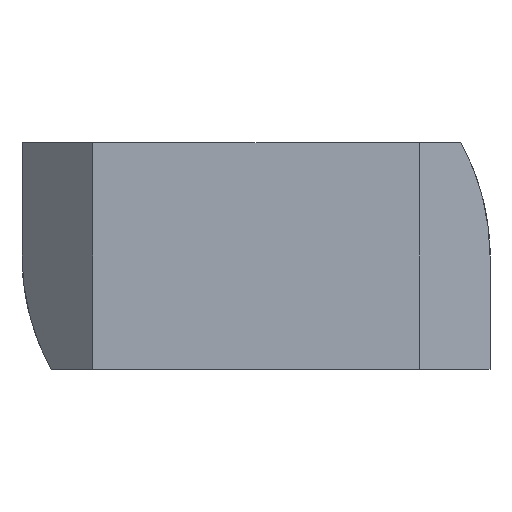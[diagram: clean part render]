
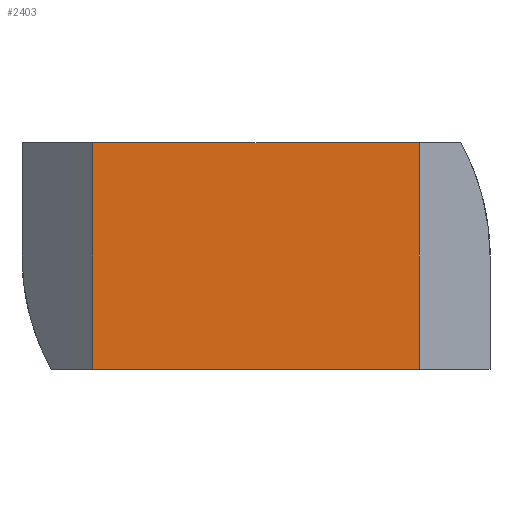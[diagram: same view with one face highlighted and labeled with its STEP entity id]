
A CAD part, front view. The second image highlights one B-rep face of the part: STEP entity #2403.
In plain terms, the highlighted planar face has unit normal (0, -1, 0).
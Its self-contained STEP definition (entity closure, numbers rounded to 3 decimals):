
#126 = DIRECTION ( 'NONE',  ( 0., 0., -1. ) ) ;
#314 = LINE ( 'NONE', #1923, #1321 ) ;
#334 = LINE ( 'NONE', #580, #2820 ) ;
#339 = ORIENTED_EDGE ( 'NONE', *, *, #1976, .F. ) ;
#406 = DIRECTION ( 'NONE',  ( 0., -1., 0. ) ) ;
#408 = VERTEX_POINT ( 'NONE', #1026 ) ;
#437 = CARTESIAN_POINT ( 'NONE',  ( 5.75, -6.5, -4. ) ) ;
#469 = DIRECTION ( 'NONE',  ( 0., 0., -1. ) ) ;
#521 = VECTOR ( 'NONE', #469, 1000. ) ;
#565 = CARTESIAN_POINT ( 'NONE',  ( -5.75, -6.5, 4. ) ) ;
#580 = CARTESIAN_POINT ( 'NONE',  ( 0., -6.5, -4. ) ) ;
#614 = LINE ( 'NONE', #743, #521 ) ;
#642 = DIRECTION ( 'NONE',  ( 0., 0., -1. ) ) ;
#743 = CARTESIAN_POINT ( 'NONE',  ( 5.75, -6.5, -4. ) ) ;
#820 = DIRECTION ( 'NONE',  ( 1., 0., 0. ) ) ;
#1026 = CARTESIAN_POINT ( 'NONE',  ( -5.75, -6.5, -4. ) ) ;
#1144 = VERTEX_POINT ( 'NONE', #1627 ) ;
#1147 = ORIENTED_EDGE ( 'NONE', *, *, #1938, .T. ) ;
#1174 = AXIS2_PLACEMENT_3D ( 'NONE', #2440, #406, #642 ) ;
#1213 = DIRECTION ( 'NONE',  ( 1., 0., 0. ) ) ;
#1321 = VECTOR ( 'NONE', #1213, 1000. ) ;
#1502 = CARTESIAN_POINT ( 'NONE',  ( -5.75, -6.5, -4. ) ) ;
#1528 = EDGE_CURVE ( 'NONE', #408, #2367, #334, .T. ) ;
#1552 = VERTEX_POINT ( 'NONE', #565 ) ;
#1602 = ORIENTED_EDGE ( 'NONE', *, *, #1528, .T. ) ;
#1627 = CARTESIAN_POINT ( 'NONE',  ( 5.75, -6.5, 4. ) ) ;
#1761 = FACE_OUTER_BOUND ( 'NONE', #2004, .T. ) ;
#1923 = CARTESIAN_POINT ( 'NONE',  ( 0., -6.5, 4. ) ) ;
#1938 = EDGE_CURVE ( 'NONE', #1552, #408, #2356, .T. ) ;
#1976 = EDGE_CURVE ( 'NONE', #1552, #1144, #314, .T. ) ;
#2004 = EDGE_LOOP ( 'NONE', ( #1147, #1602, #2428, #339 ) ) ;
#2356 = LINE ( 'NONE', #1502, #2530 ) ;
#2367 = VERTEX_POINT ( 'NONE', #437 ) ;
#2403 = ADVANCED_FACE ( 'NONE', ( #1761 ), #2657, .T. ) ;
#2428 = ORIENTED_EDGE ( 'NONE', *, *, #2455, .F. ) ;
#2440 = CARTESIAN_POINT ( 'NONE',  ( -5.75, -6.5, -4. ) ) ;
#2455 = EDGE_CURVE ( 'NONE', #1144, #2367, #614, .T. ) ;
#2530 = VECTOR ( 'NONE', #126, 1000. ) ;
#2657 = PLANE ( 'NONE',  #1174 ) ;
#2820 = VECTOR ( 'NONE', #820, 1000. ) ;
